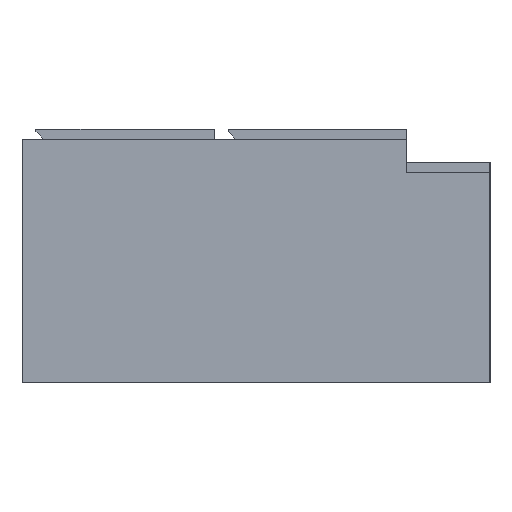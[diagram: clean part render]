
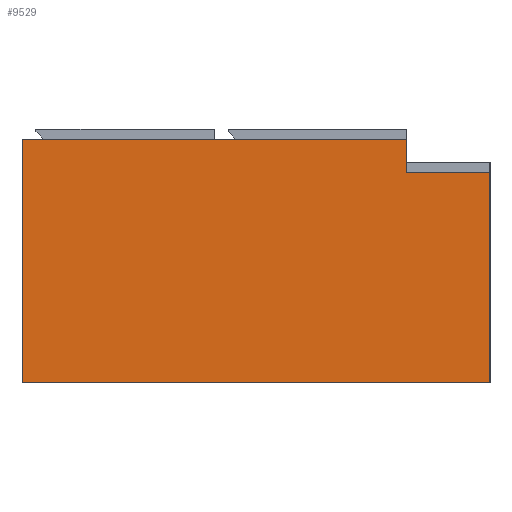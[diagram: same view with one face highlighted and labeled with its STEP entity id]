
A CAD part, left-side view. The second image highlights one B-rep face of the part: STEP entity #9529.
In plain terms, the highlighted planar face has unit normal (-1, 0, 0).
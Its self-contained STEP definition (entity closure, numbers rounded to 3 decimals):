
#270 = PLANE ( 'NONE',  #10438 ) ;
#908 = CARTESIAN_POINT ( 'NONE',  ( 0., 0., 0. ) ) ;
#1156 = ORIENTED_EDGE ( 'NONE', *, *, #4592, .F. ) ;
#1178 = EDGE_CURVE ( 'NONE', #6652, #9084, #3317, .T. ) ;
#1245 = CARTESIAN_POINT ( 'NONE',  ( 0., 0., 0. ) ) ;
#2025 = VECTOR ( 'NONE', #10018, 1000. ) ;
#2148 = EDGE_CURVE ( 'NONE', #2839, #6023, #4367, .T. ) ;
#2355 = VERTEX_POINT ( 'NONE', #908 ) ;
#2536 = LINE ( 'NONE', #3095, #10585 ) ;
#2805 = CARTESIAN_POINT ( 'NONE',  ( 0., 150., 0. ) ) ;
#2839 = VERTEX_POINT ( 'NONE', #3255 ) ;
#2881 = ORIENTED_EDGE ( 'NONE', *, *, #1178, .F. ) ;
#3095 = CARTESIAN_POINT ( 'NONE',  ( 0., 150., 60. ) ) ;
#3208 = DIRECTION ( 'NONE',  ( 0., 0., 1. ) ) ;
#3255 = CARTESIAN_POINT ( 'NONE',  ( 0., 0., -377. ) ) ;
#3317 = LINE ( 'NONE', #11199, #4852 ) ;
#3466 = ORIENTED_EDGE ( 'NONE', *, *, #4909, .F. ) ;
#3862 = LINE ( 'NONE', #10833, #8245 ) ;
#4189 = DIRECTION ( 'NONE',  ( 0., 0., -1. ) ) ;
#4271 = CARTESIAN_POINT ( 'NONE',  ( 0., 840., -377. ) ) ;
#4314 = VERTEX_POINT ( 'NONE', #8470 ) ;
#4367 = LINE ( 'NONE', #4271, #11057 ) ;
#4592 = EDGE_CURVE ( 'NONE', #2355, #2839, #3862, .T. ) ;
#4852 = VECTOR ( 'NONE', #6466, 1000. ) ;
#4909 = EDGE_CURVE ( 'NONE', #6023, #4314, #6894, .T. ) ;
#5252 = CARTESIAN_POINT ( 'NONE',  ( 0., 0., 0. ) ) ;
#5257 = ORIENTED_EDGE ( 'NONE', *, *, #8090, .F. ) ;
#5763 = DIRECTION ( 'NONE',  ( 0., 0., 1. ) ) ;
#6023 = VERTEX_POINT ( 'NONE', #10319 ) ;
#6190 = DIRECTION ( 'NONE',  ( 0., -1., 0. ) ) ;
#6275 = DIRECTION ( 'NONE',  ( 0., 1., 0. ) ) ;
#6424 = VECTOR ( 'NONE', #5763, 1000. ) ;
#6466 = DIRECTION ( 'NONE',  ( 0., 0., -1. ) ) ;
#6652 = VERTEX_POINT ( 'NONE', #10363 ) ;
#6818 = CARTESIAN_POINT ( 'NONE',  ( 0., 840., 60. ) ) ;
#6894 = LINE ( 'NONE', #6818, #6424 ) ;
#6970 = FACE_OUTER_BOUND ( 'NONE', #8093, .T. ) ;
#7349 = LINE ( 'NONE', #5252, #2025 ) ;
#8090 = EDGE_CURVE ( 'NONE', #9084, #2355, #7349, .T. ) ;
#8093 = EDGE_LOOP ( 'NONE', ( #1156, #5257, #2881, #11778, #3466, #11940 ) ) ;
#8245 = VECTOR ( 'NONE', #4189, 1000. ) ;
#8470 = CARTESIAN_POINT ( 'NONE',  ( 0., 840., 60. ) ) ;
#9021 = DIRECTION ( 'NONE',  ( -1., 0., 0. ) ) ;
#9084 = VERTEX_POINT ( 'NONE', #2805 ) ;
#9475 = EDGE_CURVE ( 'NONE', #4314, #6652, #2536, .T. ) ;
#9529 = ADVANCED_FACE ( 'NONE', ( #6970 ), #270, .T. ) ;
#10018 = DIRECTION ( 'NONE',  ( 0., -1., 0. ) ) ;
#10319 = CARTESIAN_POINT ( 'NONE',  ( 0., 840., -377. ) ) ;
#10363 = CARTESIAN_POINT ( 'NONE',  ( 0., 150., 60. ) ) ;
#10438 = AXIS2_PLACEMENT_3D ( 'NONE', #1245, #9021, #3208 ) ;
#10585 = VECTOR ( 'NONE', #6190, 1000. ) ;
#10833 = CARTESIAN_POINT ( 'NONE',  ( 0., 0., -377. ) ) ;
#11057 = VECTOR ( 'NONE', #6275, 1000. ) ;
#11199 = CARTESIAN_POINT ( 'NONE',  ( 0., 150., 0. ) ) ;
#11778 = ORIENTED_EDGE ( 'NONE', *, *, #9475, .F. ) ;
#11940 = ORIENTED_EDGE ( 'NONE', *, *, #2148, .F. ) ;
